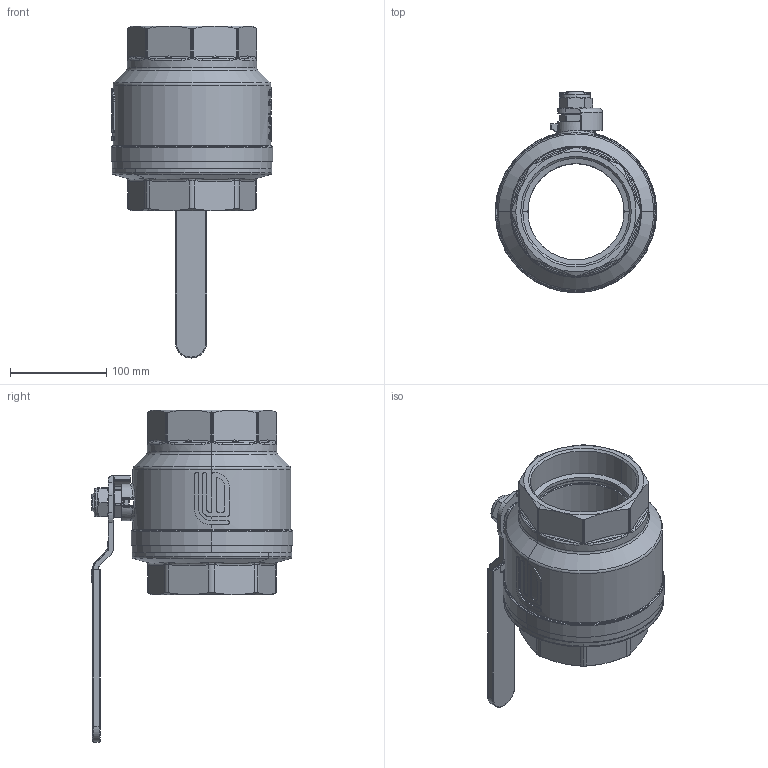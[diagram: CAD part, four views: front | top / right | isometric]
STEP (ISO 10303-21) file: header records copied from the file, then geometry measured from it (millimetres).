
FILE_DESCRIPTION (( 'STEP AP203' ), '1' );
FILE_NAME ('0811N412-surface.step', '2013-03-27T07:41:44', ( ' ' ), ( '' ), 'SwSTEP 2.0', 'SolidWorks 2011', '' );
FILE_SCHEMA (( 'CONFIG_CONTROL_DESIGN' ));
Length unit declared in the file: millimetre
Products named in the file (1): 0811N412-surface
Bounding box: 168 x 209.34 x 344.98 mm (x, y, z)
Surface area: 224446.1 mm2 (no closed solid volume)
Topology: 0 solids, 14 shells, 688 faces, 2303 edges, 1539 vertices
Faces by surface type: plane 318, cylinder 186, torus 73, cone 54, bspline 52, sphere 5
Entity records: 29280 total; most frequent: CARTESIAN_POINT 11439, ORIENTED_EDGE 3875, DIRECTION 3399, EDGE_CURVE 2303, VERTEX_POINT 1539, AXIS2_PLACEMENT_3D 1273, VECTOR 853, LINE 853
